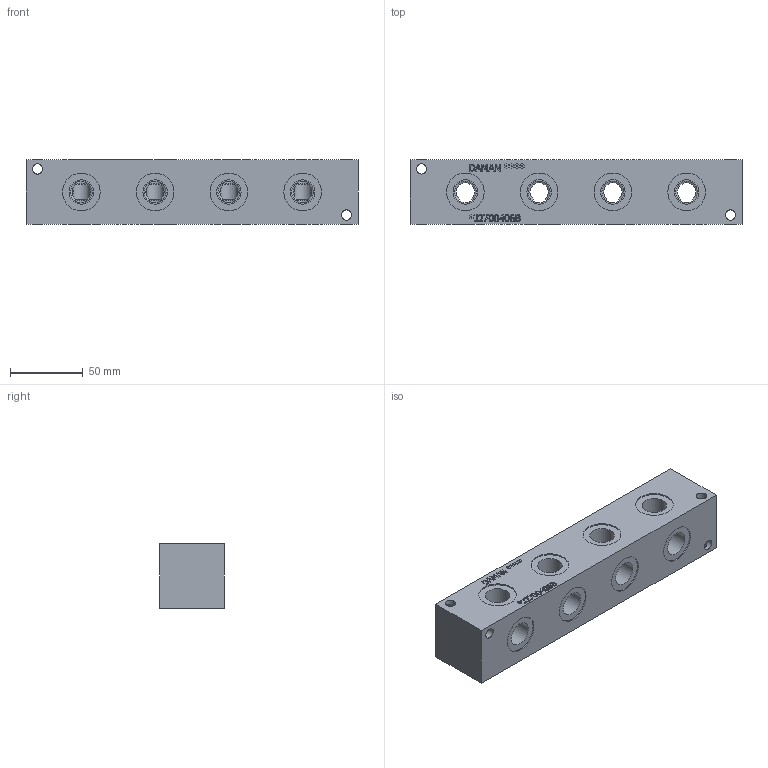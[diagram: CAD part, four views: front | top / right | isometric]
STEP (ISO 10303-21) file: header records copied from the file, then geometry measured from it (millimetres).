
FILE_DESCRIPTION(/* description */ (''),/* implementation_level */ '2;1');
FILE_NAME(/* name */ '_J2700406B.stp',/* time_stamp */ '2022-03-25T10:53:08-04:00',/* author */ ('trevorh'),/* organization */ (''),/* preprocessor_version */ 'ST-DEVELOPER v18',/* originating_system */ 'Autodesk Inventor 2020',/* authorisation */ '');
FILE_SCHEMA (('CONFIG_CONTROL_DESIGN'));
Length unit declared in the file: millimetre
Products named in the file (1): Part_+J2700406B_3D
Bounding box: 228.6 x 44.45 x 44.45 mm (x, y, z)
Volume: 393751.1 mm3; surface area: 57807 mm2
Topology: 1 solids, 1 shells, 427 faces, 1154 edges, 774 vertices
Faces by surface type: plane 246, bspline 93, cylinder 64, cone 24
Full cylindrical faces by diameter (mm): 7.137 x8, 15.062 x12, 16.764 x12, 25.933 x12
Entity records: 14439 total; most frequent: CARTESIAN_POINT 3727, ORIENTED_EDGE 2308, DIRECTION 1844, EDGE_CURVE 1154, VERTEX_POINT 774, LINE 710, VECTOR 710, AXIS2_PLACEMENT_3D 567
